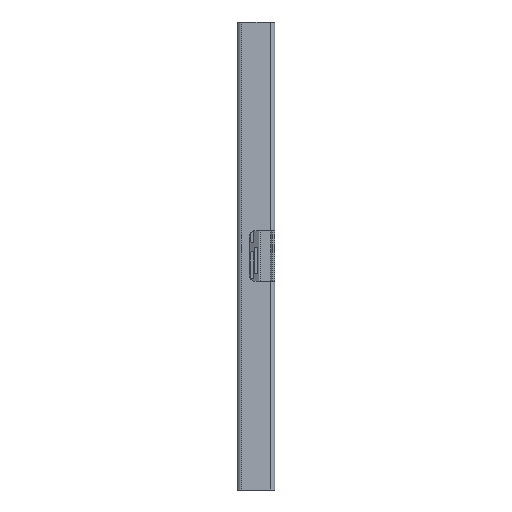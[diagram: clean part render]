
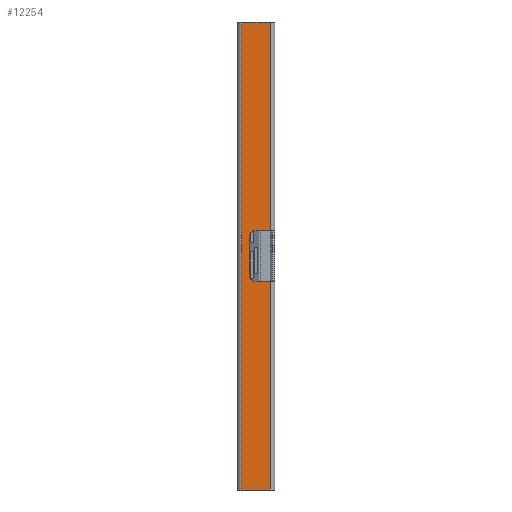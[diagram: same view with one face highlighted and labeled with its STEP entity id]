
A CAD part, left-side view. The second image highlights one B-rep face of the part: STEP entity #12254.
In plain terms, the highlighted planar face has unit normal (-1, 0, 0).
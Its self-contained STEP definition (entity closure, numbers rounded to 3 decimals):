
#5986 = VERTEX_POINT('',#5987);
#5987 = CARTESIAN_POINT('',(-44.794,2.5,-124.));
#5994 = EDGE_CURVE('',#5986,#5995,#5997,.T.);
#5995 = VERTEX_POINT('',#5996);
#5996 = CARTESIAN_POINT('',(-44.794,17.517,-124.));
#5997 = LINE('',#5998,#5999);
#5998 = CARTESIAN_POINT('',(-44.794,2.5,-124.));
#5999 = VECTOR('',#6000,1.);
#6000 = DIRECTION('',(0.,1.,0.));
#6136 = VERTEX_POINT('',#6137);
#6137 = CARTESIAN_POINT('',(-44.794,2.5,124.));
#6144 = EDGE_CURVE('',#6136,#6145,#6147,.T.);
#6145 = VERTEX_POINT('',#6146);
#6146 = CARTESIAN_POINT('',(-44.794,17.517,124.));
#6147 = LINE('',#6148,#6149);
#6148 = CARTESIAN_POINT('',(-44.794,2.5,124.));
#6149 = VECTOR('',#6150,1.);
#6150 = DIRECTION('',(0.,1.,0.));
#11952 = EDGE_CURVE('',#5995,#6145,#11953,.T.);
#11953 = LINE('',#11954,#11955);
#11954 = CARTESIAN_POINT('',(-44.794,17.517,-124.));
#11955 = VECTOR('',#11956,1.);
#11956 = DIRECTION('',(0.,0.,1.));
#12234 = EDGE_CURVE('',#5986,#12235,#12237,.T.);
#12235 = VERTEX_POINT('',#12236);
#12236 = CARTESIAN_POINT('',(-44.794,2.5,-13.5));
#12237 = LINE('',#12238,#12239);
#12238 = CARTESIAN_POINT('',(-44.794,2.5,-124.));
#12239 = VECTOR('',#12240,1.);
#12240 = DIRECTION('',(0.,0.,1.));
#12254 = ADVANCED_FACE('',(#12255),#12309,.T.);
#12255 = FACE_BOUND('',#12256,.T.);
#12256 = EDGE_LOOP('',(#12257,#12258,#12259,#12267,#12276,#12284,#12293,
    #12301,#12307,#12308));
#12257 = ORIENTED_EDGE('',*,*,#5994,.F.);
#12258 = ORIENTED_EDGE('',*,*,#12234,.T.);
#12259 = ORIENTED_EDGE('',*,*,#12260,.T.);
#12260 = EDGE_CURVE('',#12235,#12261,#12263,.T.);
#12261 = VERTEX_POINT('',#12262);
#12262 = CARTESIAN_POINT('',(-44.794,10.,-13.5));
#12263 = LINE('',#12264,#12265);
#12264 = CARTESIAN_POINT('',(-44.794,-7.9,-13.5));
#12265 = VECTOR('',#12266,1.);
#12266 = DIRECTION('',(0.,1.,0.));
#12267 = ORIENTED_EDGE('',*,*,#12268,.F.);
#12268 = EDGE_CURVE('',#12269,#12261,#12271,.T.);
#12269 = VERTEX_POINT('',#12270);
#12270 = CARTESIAN_POINT('',(-44.794,13.5,-10.));
#12271 = CIRCLE('',#12272,3.5);
#12272 = AXIS2_PLACEMENT_3D('',#12273,#12274,#12275);
#12273 = CARTESIAN_POINT('',(-44.794,10.,-10.));
#12274 = DIRECTION('',(-1.,0.,0.));
#12275 = DIRECTION('',(0.,1.,0.));
#12276 = ORIENTED_EDGE('',*,*,#12277,.T.);
#12277 = EDGE_CURVE('',#12269,#12278,#12280,.T.);
#12278 = VERTEX_POINT('',#12279);
#12279 = CARTESIAN_POINT('',(-44.794,13.5,10.));
#12280 = LINE('',#12281,#12282);
#12281 = CARTESIAN_POINT('',(-44.794,13.5,-67.));
#12282 = VECTOR('',#12283,1.);
#12283 = DIRECTION('',(0.,0.,1.));
#12284 = ORIENTED_EDGE('',*,*,#12285,.F.);
#12285 = EDGE_CURVE('',#12286,#12278,#12288,.T.);
#12286 = VERTEX_POINT('',#12287);
#12287 = CARTESIAN_POINT('',(-44.794,10.,13.5));
#12288 = CIRCLE('',#12289,3.5);
#12289 = AXIS2_PLACEMENT_3D('',#12290,#12291,#12292);
#12290 = CARTESIAN_POINT('',(-44.794,10.,10.));
#12291 = DIRECTION('',(-1.,0.,0.));
#12292 = DIRECTION('',(0.,1.,0.));
#12293 = ORIENTED_EDGE('',*,*,#12294,.T.);
#12294 = EDGE_CURVE('',#12286,#12295,#12297,.T.);
#12295 = VERTEX_POINT('',#12296);
#12296 = CARTESIAN_POINT('',(-44.794,2.5,13.5));
#12297 = LINE('',#12298,#12299);
#12298 = CARTESIAN_POINT('',(-44.794,6.25,13.5));
#12299 = VECTOR('',#12300,1.);
#12300 = DIRECTION('',(0.,-1.,0.));
#12301 = ORIENTED_EDGE('',*,*,#12302,.T.);
#12302 = EDGE_CURVE('',#12295,#6136,#12303,.T.);
#12303 = LINE('',#12304,#12305);
#12304 = CARTESIAN_POINT('',(-44.794,2.5,-124.));
#12305 = VECTOR('',#12306,1.);
#12306 = DIRECTION('',(0.,0.,1.));
#12307 = ORIENTED_EDGE('',*,*,#6144,.T.);
#12308 = ORIENTED_EDGE('',*,*,#11952,.F.);
#12309 = PLANE('',#12310);
#12310 = AXIS2_PLACEMENT_3D('',#12311,#12312,#12313);
#12311 = CARTESIAN_POINT('',(-44.794,2.5,-124.));
#12312 = DIRECTION('',(-1.,0.,0.));
#12313 = DIRECTION('',(0.,1.,0.));
